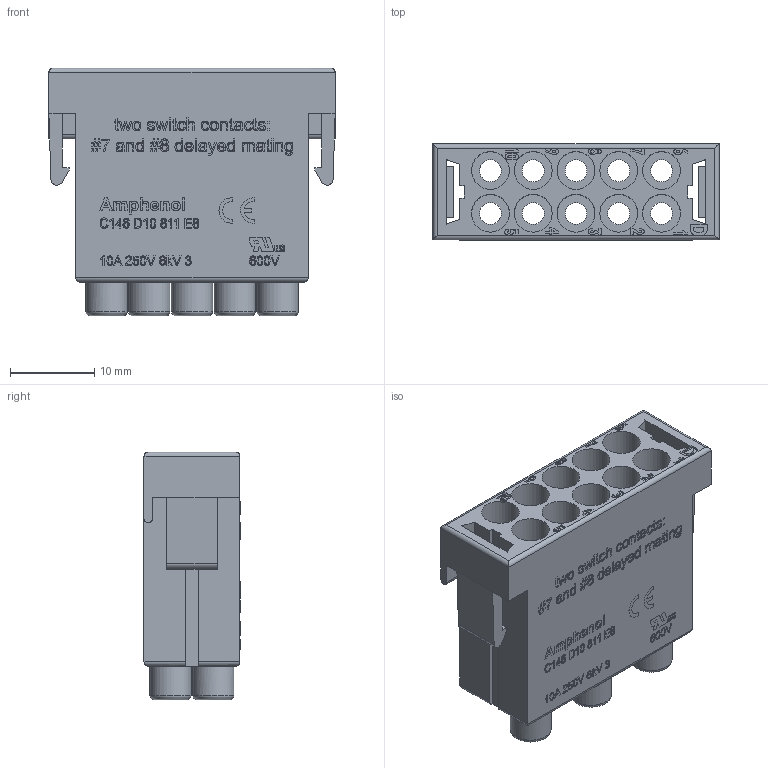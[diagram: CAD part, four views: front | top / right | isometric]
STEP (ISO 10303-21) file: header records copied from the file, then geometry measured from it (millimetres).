
FILE_DESCRIPTION(/* description */ (''),/* implementation_level */ '2;1');
FILE_NAME(/* name */ 'c146 d10 811 e8nxc001-01.stp',/* time_stamp */ '2021-04-14T14:40:42+02:00',/* author */ (''),/* organization */ (''),/* preprocessor_version */ 'ST-DEVELOPER v16.7',/* originating_system */ 'SIEMENS PLM Software NX 12.0',/* authorisation */ '');
FILE_SCHEMA (('AUTOMOTIVE_DESIGN { 1 0 10303 214 3 1 1 1 }'));
Length unit declared in the file: millimetre
Products named in the file (11): c146 d10 000 e8nxm001-04_44787ID; CSA-Logo_03-01_44793ID; UL-Logo_1.7-01_44791ID; CE-ZEICHEN_3-01_44789ID; c146 d10 810 e8nxm001-05_44779ID; cULus-Logo_1.7-01_44781ID; CE-ZEICHEN_3-01_44783ID; c146 d10 001 e8nxm001-04_SOLID; c146 d10 001 e8nxc001-02; c146 d10 811 e8nxm001-04_SOLID; c146 d10 811 e8nxc001-01
Assembly tree (10 placements, depth 4):
  c146 d10 811 e8nxc001-01
    c146 d10 811 e8nxm001-04_SOLID
      CE-ZEICHEN_3-01_44783ID
      cULus-Logo_1.7-01_44781ID
      c146 d10 810 e8nxm001-05_44779ID
    c146 d10 001 e8nxc001-02
      c146 d10 001 e8nxm001-04_SOLID
        CE-ZEICHEN_3-01_44789ID
        UL-Logo_1.7-01_44791ID
        CSA-Logo_03-01_44793ID
        c146 d10 000 e8nxm001-04_44787ID
Bounding box: 34 x 11.4 x 29.4 mm (x, y, z)
Volume: 4863.1 mm3; surface area: 7116.8 mm2
Topology: 1 solids, 1 shells, 1116 faces, 2860 edges, 1909 vertices
Faces by surface type: plane 732, extrusion 317, cylinder 62, bspline 5
Full cylindrical faces by diameter (mm): 0.192 x1, 0.384 x1, 2.6 x10, 3.5 x10, 4.5 x10, 4.9 x5
Entity records: 42660 total; most frequent: CARTESIAN_POINT 16012, ORIENTED_EDGE 5580, DIRECTION 3517, EDGE_CURVE 2790, VERTEX_POINT 1886, B_SPLINE_CURVE_WITH_KNOTS 1666, VECTOR 1545, EDGE_LOOP 1350
